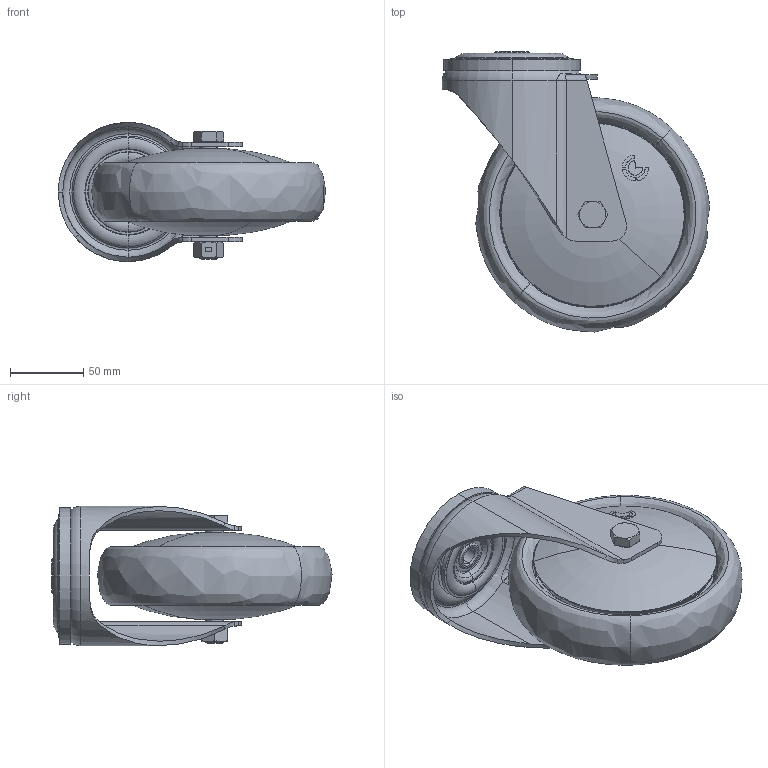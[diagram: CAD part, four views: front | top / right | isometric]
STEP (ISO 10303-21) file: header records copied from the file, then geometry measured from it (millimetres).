
FILE_DESCRIPTION (( 'STEP AP214' ), '1' );
FILE_NAME ('0055721.step', '2023-08-09T09:22:26', ( '' ), ( '' ), 'SwSTEP 2.0', 'SolidWorks 2020', '' );
FILE_SCHEMA (( 'AUTOMOTIVE_DESIGN' ));
Length unit declared in the file: millimetre
Products named in the file (1): 0055721
Bounding box: 182.26 x 190.97 x 95 mm (x, y, z)
Volume: 590791.4 mm3; surface area: 272582.1 mm2
Topology: 30 solids, 31 shells, 537 faces, 1188 edges, 706 vertices
Faces by surface type: plane 121, cylinder 113, cone 99, torus 92, bspline 88, sphere 24
Entity records: 26317 total; most frequent: CARTESIAN_POINT 8581, DIRECTION 2576, ORIENTED_EDGE 2280, EDGE_CURVE 1140, AXIS2_PLACEMENT_3D 1128, VERTEX_POINT 682, CIRCLE 678, EDGE_LOOP 586
